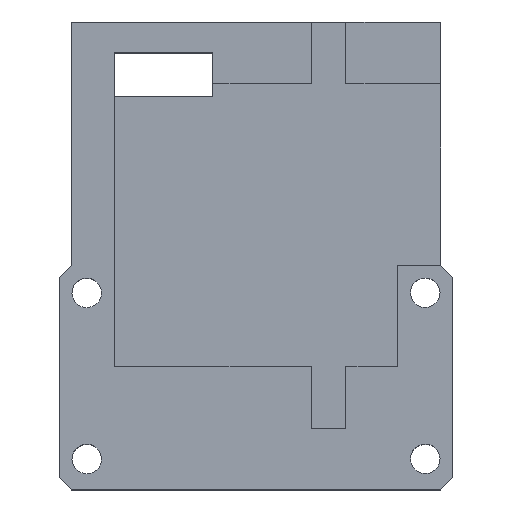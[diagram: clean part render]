
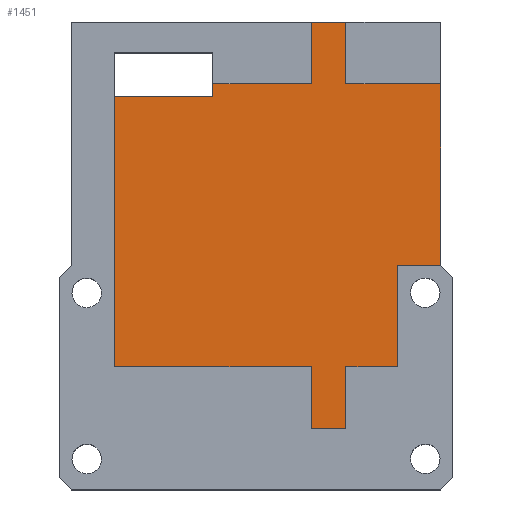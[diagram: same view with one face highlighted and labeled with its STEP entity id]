
A CAD part, top view. The second image highlights one B-rep face of the part: STEP entity #1451.
In plain terms, the highlighted planar face has unit normal (0, 0, 1).
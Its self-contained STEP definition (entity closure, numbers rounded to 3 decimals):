
#120=CARTESIAN_POINT('Vertex',(-11.5,10.,1.2)) ;
#134=CARTESIAN_POINT('Vertex',(4.5,10.,1.2)) ;
#137=CARTESIAN_POINT('Line Origine',(-3.5,10.,1.2)) ;
#334=CARTESIAN_POINT('Vertex',(15.,18.25,1.2)) ;
#375=CARTESIAN_POINT('Vertex',(7.3,33.,1.2)) ;
#378=CARTESIAN_POINT('Line Origine',(11.15,33.,1.2)) ;
#382=CARTESIAN_POINT('Vertex',(15.,33.,1.2)) ;
#413=CARTESIAN_POINT('Vertex',(7.3,38.,1.2)) ;
#416=CARTESIAN_POINT('Line Origine',(7.3,35.5,1.2)) ;
#924=CARTESIAN_POINT('Vertex',(4.5,38.,1.2)) ;
#938=CARTESIAN_POINT('Vertex',(4.5,33.,1.2)) ;
#941=CARTESIAN_POINT('Line Origine',(4.5,35.5,1.2)) ;
#968=CARTESIAN_POINT('Vertex',(-3.5,33.,1.2)) ;
#971=CARTESIAN_POINT('Line Origine',(0.5,33.,1.2)) ;
#994=CARTESIAN_POINT('Vertex',(4.5,5.,1.2)) ;
#997=CARTESIAN_POINT('Line Origine',(4.5,7.5,1.2)) ;
#1029=CARTESIAN_POINT('Vertex',(7.3,5.,1.2)) ;
#1032=CARTESIAN_POINT('Line Origine',(5.9,5.,1.2)) ;
#1055=CARTESIAN_POINT('Vertex',(7.3,10.,1.2)) ;
#1058=CARTESIAN_POINT('Line Origine',(7.3,7.5,1.2)) ;
#1085=CARTESIAN_POINT('Vertex',(11.5,10.,1.2)) ;
#1088=CARTESIAN_POINT('Line Origine',(9.4,10.,1.2)) ;
#1116=CARTESIAN_POINT('Vertex',(11.5,18.25,1.2)) ;
#1119=CARTESIAN_POINT('Line Origine',(11.5,14.125,1.2)) ;
#1136=CARTESIAN_POINT('Line Origine',(13.25,18.25,1.2)) ;
#1252=CARTESIAN_POINT('Line Origine',(15.,25.625,1.2)) ;
#1322=CARTESIAN_POINT('Line Origine',(0.,38.,1.2)) ;
#1409=CARTESIAN_POINT('Axis2P3D Location',(0.,0.,1.2)) ;
#1414=CARTESIAN_POINT('Line Origine',(-11.5,21.,1.2)) ;
#1418=CARTESIAN_POINT('Vertex',(-11.5,32.,1.2)) ;
#1421=CARTESIAN_POINT('Line Origine',(-3.5,32.5,1.2)) ;
#1425=CARTESIAN_POINT('Vertex',(-3.5,32.,1.2)) ;
#1428=CARTESIAN_POINT('Line Origine',(-7.5,32.,1.2)) ;
#138=DIRECTION('Vector Direction',(1.,0.,0.)) ;
#379=DIRECTION('Vector Direction',(-1.,0.,0.)) ;
#417=DIRECTION('Vector Direction',(0.,1.,0.)) ;
#942=DIRECTION('Vector Direction',(0.,-1.,0.)) ;
#972=DIRECTION('Vector Direction',(-1.,0.,0.)) ;
#998=DIRECTION('Vector Direction',(0.,-1.,0.)) ;
#1033=DIRECTION('Vector Direction',(1.,0.,0.)) ;
#1059=DIRECTION('Vector Direction',(0.,1.,0.)) ;
#1089=DIRECTION('Vector Direction',(1.,0.,0.)) ;
#1120=DIRECTION('Vector Direction',(0.,1.,0.)) ;
#1137=DIRECTION('Vector Direction',(1.,0.,0.)) ;
#1253=DIRECTION('Vector Direction',(0.,-1.,0.)) ;
#1323=DIRECTION('Vector Direction',(-1.,0.,0.)) ;
#1410=DIRECTION('Axis2P3D Direction',(0.,0.,1.)) ;
#1411=DIRECTION('Axis2P3D XDirection',(1.,0.,0.)) ;
#1415=DIRECTION('Vector Direction',(0.,-1.,0.)) ;
#1422=DIRECTION('Vector Direction',(0.,-1.,0.)) ;
#1429=DIRECTION('Vector Direction',(1.,0.,0.)) ;
#1412=AXIS2_PLACEMENT_3D('Plane Axis2P3D',#1409,#1410,#1411) ;
#1434=ORIENTED_EDGE('',*,*,#1420,.T.) ;
#1435=ORIENTED_EDGE('',*,*,#141,.T.) ;
#1436=ORIENTED_EDGE('',*,*,#1001,.T.) ;
#1437=ORIENTED_EDGE('',*,*,#1036,.T.) ;
#1438=ORIENTED_EDGE('',*,*,#1062,.T.) ;
#1439=ORIENTED_EDGE('',*,*,#1092,.T.) ;
#1440=ORIENTED_EDGE('',*,*,#1123,.T.) ;
#1441=ORIENTED_EDGE('',*,*,#1140,.T.) ;
#1442=ORIENTED_EDGE('',*,*,#1256,.F.) ;
#1443=ORIENTED_EDGE('',*,*,#384,.T.) ;
#1444=ORIENTED_EDGE('',*,*,#420,.T.) ;
#1445=ORIENTED_EDGE('',*,*,#1326,.T.) ;
#1446=ORIENTED_EDGE('',*,*,#945,.T.) ;
#1447=ORIENTED_EDGE('',*,*,#975,.T.) ;
#1448=ORIENTED_EDGE('',*,*,#1427,.F.) ;
#1449=ORIENTED_EDGE('',*,*,#1432,.F.) ;
#139=VECTOR('Line Direction',#138,1.) ;
#380=VECTOR('Line Direction',#379,1.) ;
#418=VECTOR('Line Direction',#417,1.) ;
#943=VECTOR('Line Direction',#942,1.) ;
#973=VECTOR('Line Direction',#972,1.) ;
#999=VECTOR('Line Direction',#998,1.) ;
#1034=VECTOR('Line Direction',#1033,1.) ;
#1060=VECTOR('Line Direction',#1059,1.) ;
#1090=VECTOR('Line Direction',#1089,1.) ;
#1121=VECTOR('Line Direction',#1120,1.) ;
#1138=VECTOR('Line Direction',#1137,1.) ;
#1254=VECTOR('Line Direction',#1253,1.) ;
#1324=VECTOR('Line Direction',#1323,1.) ;
#1416=VECTOR('Line Direction',#1415,1.) ;
#1423=VECTOR('Line Direction',#1422,1.) ;
#1430=VECTOR('Line Direction',#1429,1.) ;
#1451=ADVANCED_FACE('Corps principal',(#1450),#1413,.T.) ;
#141=EDGE_CURVE('',#121,#135,#140,.T.) ;
#384=EDGE_CURVE('',#383,#376,#381,.T.) ;
#420=EDGE_CURVE('',#376,#414,#419,.T.) ;
#945=EDGE_CURVE('',#925,#939,#944,.T.) ;
#975=EDGE_CURVE('',#939,#969,#974,.T.) ;
#1001=EDGE_CURVE('',#135,#995,#1000,.T.) ;
#1036=EDGE_CURVE('',#995,#1030,#1035,.T.) ;
#1062=EDGE_CURVE('',#1030,#1056,#1061,.T.) ;
#1092=EDGE_CURVE('',#1056,#1086,#1091,.T.) ;
#1123=EDGE_CURVE('',#1086,#1117,#1122,.T.) ;
#1140=EDGE_CURVE('',#1117,#335,#1139,.T.) ;
#1256=EDGE_CURVE('',#383,#335,#1255,.T.) ;
#1326=EDGE_CURVE('',#414,#925,#1325,.T.) ;
#1420=EDGE_CURVE('',#1419,#121,#1417,.T.) ;
#1427=EDGE_CURVE('',#1426,#969,#1424,.F.) ;
#1432=EDGE_CURVE('',#1419,#1426,#1431,.T.) ;
#1433=EDGE_LOOP('',(#1434,#1435,#1436,#1437,#1438,#1439,#1440,#1441,#1442,#1443,#1444,#1445,#1446,#1447,#1448,#1449)) ;
#1450=FACE_OUTER_BOUND('',#1433,.T.) ;
#140=LINE('Line',#137,#139) ;
#381=LINE('Line',#378,#380) ;
#419=LINE('Line',#416,#418) ;
#944=LINE('Line',#941,#943) ;
#974=LINE('Line',#971,#973) ;
#1000=LINE('Line',#997,#999) ;
#1035=LINE('Line',#1032,#1034) ;
#1061=LINE('Line',#1058,#1060) ;
#1091=LINE('Line',#1088,#1090) ;
#1122=LINE('Line',#1119,#1121) ;
#1139=LINE('Line',#1136,#1138) ;
#1255=LINE('Line',#1252,#1254) ;
#1325=LINE('Line',#1322,#1324) ;
#1417=LINE('Line',#1414,#1416) ;
#1424=LINE('Line',#1421,#1423) ;
#1431=LINE('Line',#1428,#1430) ;
#1413=PLANE('Plane',#1412) ;
#121=VERTEX_POINT('',#120) ;
#135=VERTEX_POINT('',#134) ;
#335=VERTEX_POINT('',#334) ;
#376=VERTEX_POINT('',#375) ;
#383=VERTEX_POINT('',#382) ;
#414=VERTEX_POINT('',#413) ;
#925=VERTEX_POINT('',#924) ;
#939=VERTEX_POINT('',#938) ;
#969=VERTEX_POINT('',#968) ;
#995=VERTEX_POINT('',#994) ;
#1030=VERTEX_POINT('',#1029) ;
#1056=VERTEX_POINT('',#1055) ;
#1086=VERTEX_POINT('',#1085) ;
#1117=VERTEX_POINT('',#1116) ;
#1419=VERTEX_POINT('',#1418) ;
#1426=VERTEX_POINT('',#1425) ;
